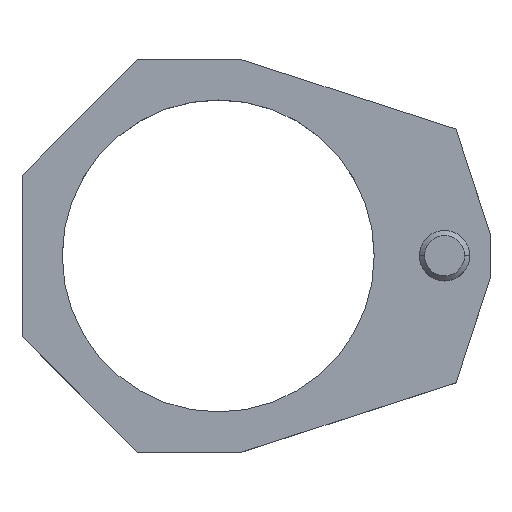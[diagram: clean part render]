
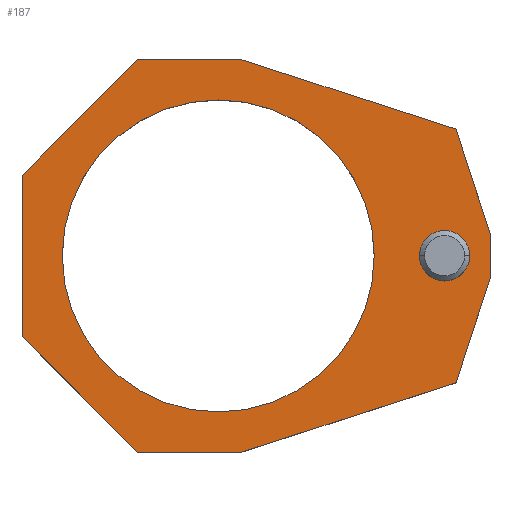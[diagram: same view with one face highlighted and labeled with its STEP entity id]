
A CAD part, top view. The second image highlights one B-rep face of the part: STEP entity #187.
In plain terms, the highlighted planar face has unit normal (0, 0, 1).
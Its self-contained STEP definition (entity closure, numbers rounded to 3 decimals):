
#187=ADVANCED_FACE('',(#403,#404,#405),#406,.T.);
#403=FACE_BOUND('',#644,.T.);
#404=FACE_BOUND('',#645,.T.);
#405=FACE_OUTER_BOUND('',#646,.T.);
#406=PLANE('',#647);
#644=EDGE_LOOP('',(#1114,#1115));
#645=EDGE_LOOP('',(#1116,#1117));
#646=EDGE_LOOP('',(#1118,#1119,#1120,#1121,#1122,#1123,#1124,#1125,#1126,#1127));
#647=AXIS2_PLACEMENT_3D('',#1128,#1129,#1130);
#1114=ORIENTED_EDGE('',*,*,#1509,.T.);
#1115=ORIENTED_EDGE('',*,*,#1576,.T.);
#1116=ORIENTED_EDGE('',*,*,#1577,.F.);
#1117=ORIENTED_EDGE('',*,*,#1456,.F.);
#1118=ORIENTED_EDGE('',*,*,#1561,.F.);
#1119=ORIENTED_EDGE('',*,*,#1578,.F.);
#1120=ORIENTED_EDGE('',*,*,#1442,.F.);
#1121=ORIENTED_EDGE('',*,*,#1469,.F.);
#1122=ORIENTED_EDGE('',*,*,#1450,.F.);
#1123=ORIENTED_EDGE('',*,*,#1496,.F.);
#1124=ORIENTED_EDGE('',*,*,#1505,.F.);
#1125=ORIENTED_EDGE('',*,*,#1579,.F.);
#1126=ORIENTED_EDGE('',*,*,#1580,.F.);
#1127=ORIENTED_EDGE('',*,*,#1501,.F.);
#1128=CARTESIAN_POINT('',(6.194,0.,15.0));
#1129=DIRECTION('',(0.0,0.0,1.0));
#1130=DIRECTION('',(1.0,0.0,0.0));
#1442=EDGE_CURVE('',#1731,#1732,#1733,.T.);
#1450=EDGE_CURVE('',#1745,#1746,#1747,.T.);
#1456=EDGE_CURVE('',#1754,#1756,#1757,.T.);
#1469=EDGE_CURVE('',#1746,#1731,#1777,.T.);
#1496=EDGE_CURVE('',#1818,#1745,#1819,.T.);
#1501=EDGE_CURVE('',#1824,#1825,#1826,.T.);
#1505=EDGE_CURVE('',#1830,#1818,#1831,.T.);
#1509=EDGE_CURVE('',#1836,#1834,#1837,.T.);
#1561=EDGE_CURVE('',#1911,#1824,#1912,.T.);
#1576=EDGE_CURVE('',#1834,#1836,#1929,.T.);
#1577=EDGE_CURVE('',#1756,#1754,#1930,.T.);
#1578=EDGE_CURVE('',#1732,#1911,#1931,.T.);
#1579=EDGE_CURVE('',#1932,#1830,#1933,.T.);
#1580=EDGE_CURVE('',#1825,#1932,#1934,.T.);
#1731=VERTEX_POINT('',#2184);
#1732=VERTEX_POINT('',#2185);
#1733=LINE('',#2186,#2187);
#1745=VERTEX_POINT('',#2202);
#1746=VERTEX_POINT('',#2203);
#1747=LINE('',#2204,#2205);
#1754=VERTEX_POINT('',#2215);
#1756=VERTEX_POINT('',#2218);
#1757=CIRCLE('',#2219,5.0);
#1777=LINE('',#2263,#2264);
#1818=VERTEX_POINT('',#2319);
#1819=LINE('',#2320,#2321);
#1824=VERTEX_POINT('',#2327);
#1825=VERTEX_POINT('',#2328);
#1826=LINE('',#2329,#2330);
#1830=VERTEX_POINT('',#2336);
#1831=LINE('',#2337,#2338);
#1834=VERTEX_POINT('',#2342);
#1836=VERTEX_POINT('',#2345);
#1837=CIRCLE('',#2346,31.0);
#1911=VERTEX_POINT('',#2493);
#1912=LINE('',#2494,#2495);
#1929=CIRCLE('',#2535,31.0);
#1930=CIRCLE('',#2536,5.0);
#1931=LINE('',#2537,#2538);
#1932=VERTEX_POINT('',#2539);
#1933=LINE('',#2540,#2541);
#1934=LINE('',#2542,#2543);
#2184=CARTESIAN_POINT('',(-16.071,-39.0,15.0));
#2185=CARTESIAN_POINT('',(-39.0,-16.071,15.0));
#2186=CARTESIAN_POINT('',(-39.0,-16.071,15.0));
#2187=VECTOR('',#2732,10.0);
#2202=CARTESIAN_POINT('',(47.273,-25.167,15.0));
#2203=CARTESIAN_POINT('',(4.699,-39.0,15.0));
#2204=CARTESIAN_POINT('',(4.699,-39.0,15.0));
#2205=VECTOR('',#2742,10.0);
#2215=CARTESIAN_POINT('',(39.966,0.,15.0));
#2218=CARTESIAN_POINT('',(49.966,0.,15.0));
#2219=AXIS2_PLACEMENT_3D('',#2747,#2748,#2749);
#2263=CARTESIAN_POINT('',(-16.071,-39.0,15.0));
#2264=VECTOR('',#2759,10.0);
#2319=CARTESIAN_POINT('',(54.0,-4.464,15.0));
#2320=CARTESIAN_POINT('',(47.273,-25.167,15.0));
#2321=VECTOR('',#2795,10.0);
#2327=CARTESIAN_POINT('',(-16.071,39.0,15.0));
#2328=CARTESIAN_POINT('',(4.699,39.0,15.0));
#2329=CARTESIAN_POINT('',(4.699,39.0,15.0));
#2330=VECTOR('',#2800,10.0);
#2336=CARTESIAN_POINT('',(54.0,4.464,15.0));
#2337=CARTESIAN_POINT('',(54.0,-4.464,15.0));
#2338=VECTOR('',#2803,10.0);
#2342=CARTESIAN_POINT('',(-31.0,0.,15.0));
#2345=CARTESIAN_POINT('',(31.0,0.,15.0));
#2346=AXIS2_PLACEMENT_3D('',#2806,#2807,#2808);
#2493=CARTESIAN_POINT('',(-39.0,16.071,15.0));
#2494=CARTESIAN_POINT('',(-16.071,39.0,15.0));
#2495=VECTOR('',#2868,10.0);
#2535=AXIS2_PLACEMENT_3D('',#2880,#2881,#2882);
#2536=AXIS2_PLACEMENT_3D('',#2883,#2884,#2885);
#2537=CARTESIAN_POINT('',(-39.0,16.071,15.0));
#2538=VECTOR('',#2886,10.0);
#2539=CARTESIAN_POINT('',(47.273,25.167,15.0));
#2540=CARTESIAN_POINT('',(54.0,4.464,15.0));
#2541=VECTOR('',#2887,10.0);
#2542=CARTESIAN_POINT('',(47.273,25.167,15.0));
#2543=VECTOR('',#2888,10.0);
#2732=DIRECTION('',(-0.707,0.707,0.0));
#2742=DIRECTION('',(-0.951,-0.309,0.0));
#2747=CARTESIAN_POINT('',(44.966,0.0,15.0));
#2748=DIRECTION('',(0.0,0.0,1.0));
#2749=DIRECTION('',(-1.0,0.0,0.0));
#2759=DIRECTION('',(-1.0,-0.0,-0.0));
#2795=DIRECTION('',(-0.309,-0.951,0.0));
#2800=DIRECTION('',(1.0,0.0,0.0));
#2803=DIRECTION('',(0.0,-1.0,0.0));
#2806=CARTESIAN_POINT('',(0.0,0.0,15.0));
#2807=DIRECTION('',(-0.0,0.0,-1.0));
#2808=DIRECTION('',(-1.0,0.0,0.0));
#2868=DIRECTION('',(0.707,0.707,0.0));
#2880=CARTESIAN_POINT('',(0.0,0.0,15.0));
#2881=DIRECTION('',(-0.0,0.0,-1.0));
#2882=DIRECTION('',(-1.0,0.0,0.0));
#2883=CARTESIAN_POINT('',(44.966,0.0,15.0));
#2884=DIRECTION('',(0.0,0.0,1.0));
#2885=DIRECTION('',(-1.0,0.0,0.0));
#2886=DIRECTION('',(0.,1.0,0.0));
#2887=DIRECTION('',(0.309,-0.951,0.0));
#2888=DIRECTION('',(0.951,-0.309,0.0));
